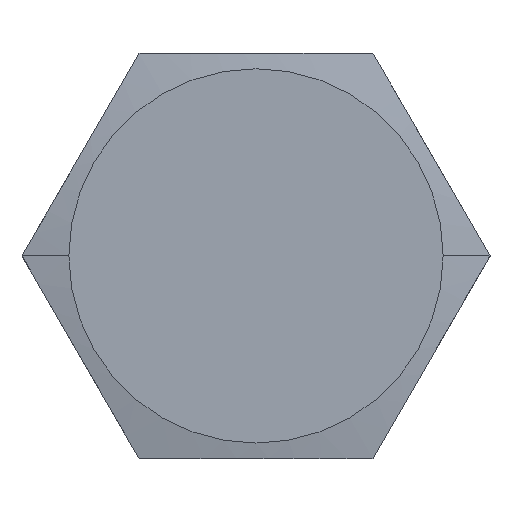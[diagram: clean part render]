
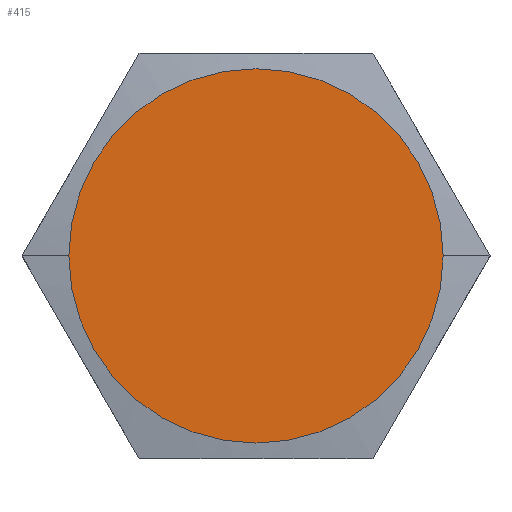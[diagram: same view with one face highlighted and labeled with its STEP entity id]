
A CAD part, top view. The second image highlights one B-rep face of the part: STEP entity #415.
In plain terms, the highlighted planar face has unit normal (0, 0, 1).
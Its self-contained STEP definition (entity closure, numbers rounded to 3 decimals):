
#5 = CARTESIAN_POINT ( 'NONE',  ( 0., 10.97, 8. ) ) ;
#6 = AXIS2_PLACEMENT_3D ( 'NONE', #5, #7, #8 ) ;
#7 = DIRECTION ( 'NONE',  ( 0., 0., -1. ) ) ;
#8 = DIRECTION ( 'NONE',  ( -1., 0., 0. ) ) ;
#34 = PLANE ( 'NONE',  #6 ) ;
#35 = FACE_OUTER_BOUND ( 'NONE', #486, .T. ) ;
#163 = DIRECTION ( 'NONE',  ( 1., 0., 0. ) ) ;
#164 = DIRECTION ( 'NONE',  ( 0., 0., 1. ) ) ;
#165 = AXIS2_PLACEMENT_3D ( 'NONE', #166, #164, #163 ) ;
#166 = CARTESIAN_POINT ( 'NONE',  ( 0., 0., 8. ) ) ;
#167 = CIRCLE ( 'NONE', #165, 8.774 ) ;
#212 = CARTESIAN_POINT ( 'NONE',  ( 0., 0., 8. ) ) ;
#219 = CIRCLE ( 'NONE', #263, 8.774 ) ;
#237 = DIRECTION ( 'NONE',  ( 0., 0., 1. ) ) ;
#263 = AXIS2_PLACEMENT_3D ( 'NONE', #212, #237, #271 ) ;
#271 = DIRECTION ( 'NONE',  ( 1., 0., 0. ) ) ;
#288 = CARTESIAN_POINT ( 'NONE',  ( 8.774, 0., 8. ) ) ;
#373 = VERTEX_POINT ( 'NONE', #653 ) ;
#415 = ADVANCED_FACE ( 'NONE', ( #35 ), #34, .F. ) ;
#430 = ORIENTED_EDGE ( 'NONE', *, *, #490, .T. ) ;
#486 = EDGE_LOOP ( 'NONE', ( #430, #492 ) ) ;
#490 = EDGE_CURVE ( 'NONE', #373, #638, #167, .T. ) ;
#492 = ORIENTED_EDGE ( 'NONE', *, *, #639, .T. ) ;
#638 = VERTEX_POINT ( 'NONE', #288 ) ;
#639 = EDGE_CURVE ( 'NONE', #638, #373, #219, .T. ) ;
#653 = CARTESIAN_POINT ( 'NONE',  ( -8.774, 0., 8. ) ) ;
